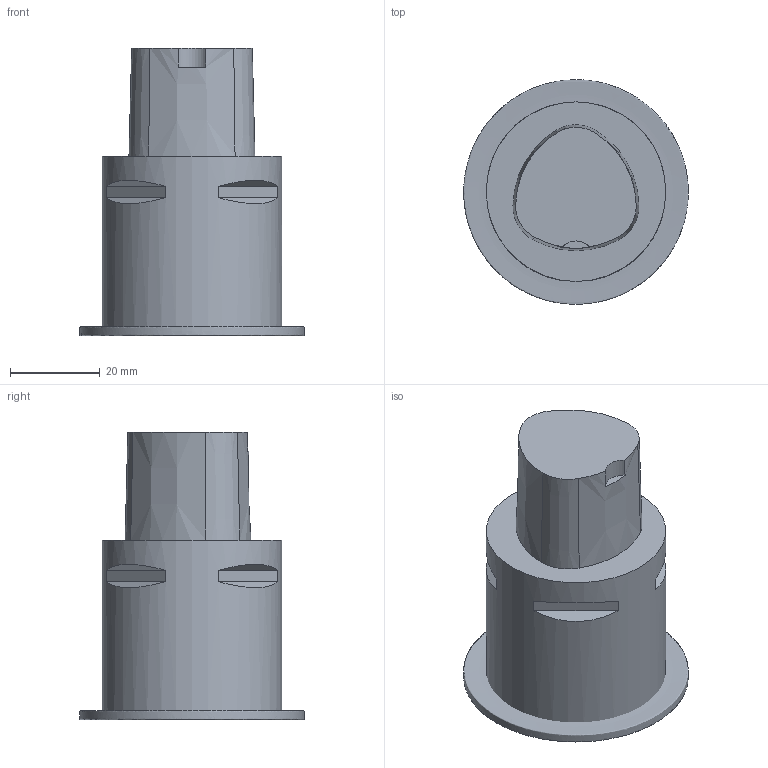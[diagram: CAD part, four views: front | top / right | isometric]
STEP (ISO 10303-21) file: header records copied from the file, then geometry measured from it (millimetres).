
FILE_DESCRIPTION(/* description */ (''),/* implementation_level */ '2;1');
FILE_NAME(/* name */ '1713889047184.stp',/* time_stamp */ '2024-04-23T21:47:40+05:00',/* author */ (''),/* organization */ ('SMS'),/* preprocessor_version */ 'ST-DEVELOPER v16.7',/* originating_system */ 'SIEMENS PLM Software NX 12.0',/* authorisation */ '');
FILE_SCHEMA (('AUTOMOTIVE_DESIGN { 1 0 10303 214 3 1 1 1 }'));
Length unit declared in the file: millimetre
Products named in the file (4): ASSEMBLY_CONSTRUCTION; 205262233mod000_00; 205277718mod000_00; 205277717mod000_00
Assembly tree (3 placements, depth 2):
  205277717mod000_00
    205277718mod000_00
    205262233mod000_00
    ASSEMBLY_CONSTRUCTION
Bounding box: 50 x 50 x 64 mm (x, y, z)
Volume: 64836.9 mm3; surface area: 12390.2 mm2
Topology: 2 solids, 4 shells, 35 faces, 76 edges, 60 vertices
Faces by surface type: plane 19, cone 11, cylinder 4, bspline 1
Full cylindrical faces by diameter (mm): 40 x1
Entity records: 5839 total; most frequent: CARTESIAN_POINT 4871, DIRECTION 194, ORIENTED_EDGE 134, AXIS2_PLACEMENT_3D 82, EDGE_CURVE 67, VERTEX_POINT 49, EDGE_LOOP 43, ADVANCED_FACE 35
